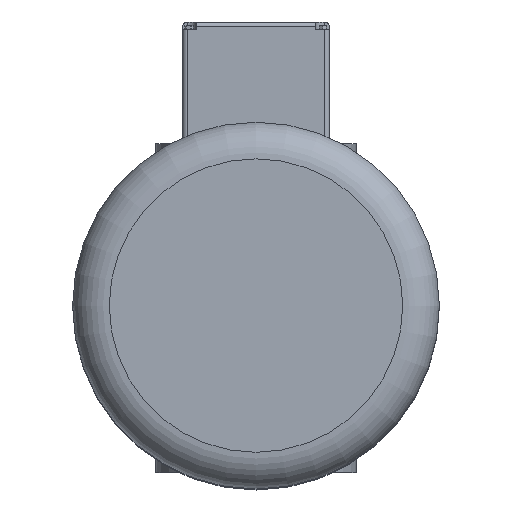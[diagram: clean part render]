
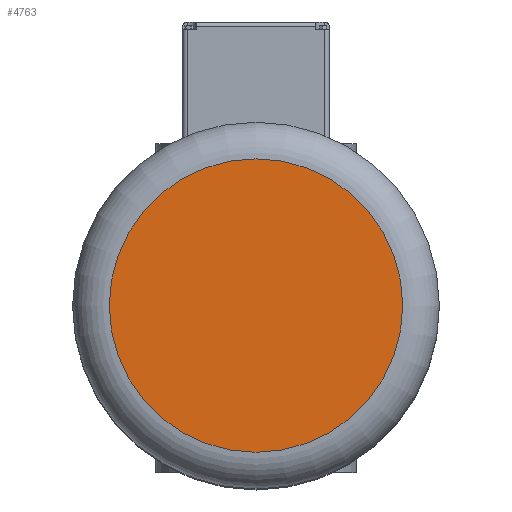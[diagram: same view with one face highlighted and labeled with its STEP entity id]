
A CAD part, top view. The second image highlights one B-rep face of the part: STEP entity #4763.
In plain terms, the highlighted planar face has unit normal (0, 0, 1).
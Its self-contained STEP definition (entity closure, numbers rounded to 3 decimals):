
#4763=ADVANCED_FACE('',(#8831),#8833,.T.);
#8831=FACE_BOUND('',#8832,.T.);
#8832=EDGE_LOOP('',(#11638));
#8833=PLANE('',#8834);
#8834=AXIS2_PLACEMENT_3D('',#8835,#8836,#8837);
#8835=CARTESIAN_POINT('',(0.,0.,1816.));
#8836=DIRECTION('',(0.,0.,1.));
#8837=DIRECTION('',(0.,1.,0.));
#11638=ORIENTED_EDGE('',*,*,#13076,.F.);
#13076=EDGE_CURVE('',#15504,#15504,#15505,.T.);
#15504=VERTEX_POINT('',#23734);
#15505=CIRCLE('',#23735,160.);
#23734=CARTESIAN_POINT('',(0.,160.,1816.));
#23735=AXIS2_PLACEMENT_3D('',#23736,#23737,#23738);
#23736=CARTESIAN_POINT('',(0.,0.,1816.));
#23737=DIRECTION('',(0.,0.,-1.));
#23738=DIRECTION('',(0.,1.,0.));
